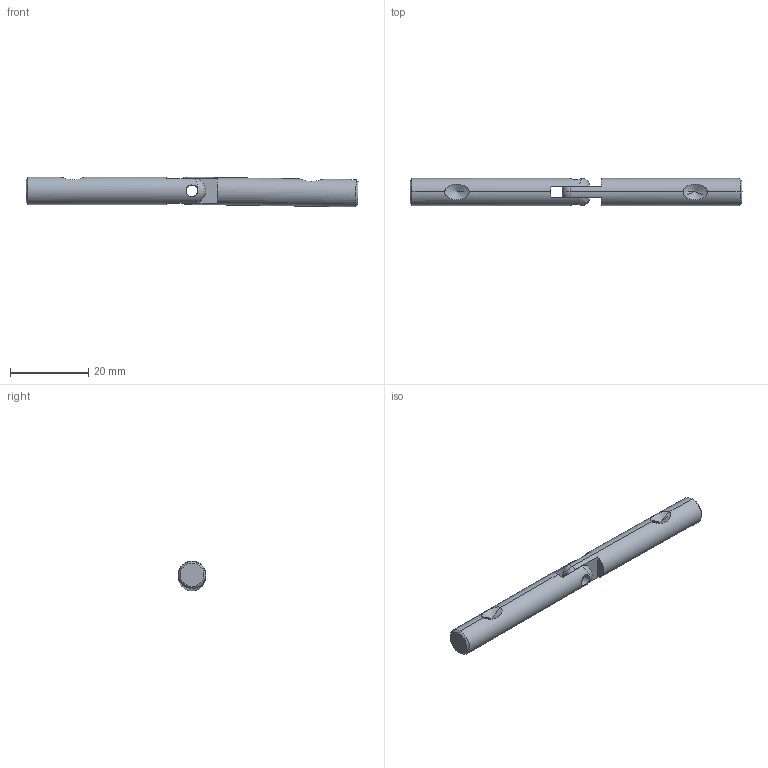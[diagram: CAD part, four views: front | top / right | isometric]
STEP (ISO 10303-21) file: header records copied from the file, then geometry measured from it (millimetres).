
FILE_DESCRIPTION (( 'STEP AP203' ), '1' );
FILE_NAME ('5.JNT.028.STEP', '2015-10-07T09:07:34', ( '' ), ( '' ), 'SwSTEP 2.0', 'SolidWorks 2012', '' );
FILE_SCHEMA (( 'CONFIG_CONTROL_DESIGN' ));
Length unit declared in the file: millimetre
Products named in the file (3): 5.JNT.028; 084.307.010b-1; 084.307.010a-1
Assembly tree (2 placements, depth 2):
  5.JNT.028
    084.307.010a-1
    084.307.010b-1
Bounding box: 85.04 x 7 x 7.63 mm (x, y, z)
Volume: 3045.8 mm3; surface area: 2181.3 mm2
Topology: 2 solids, 2 shells, 34 faces, 88 edges, 52 vertices
Faces by surface type: cylinder 10, plane 10, cone 8, torus 4, bspline 2
Entity records: 1785 total; most frequent: CARTESIAN_POINT 687, DIRECTION 172, ORIENTED_EDGE 168, EDGE_CURVE 84, AXIS2_PLACEMENT_3D 69, VERTEX_POINT 52, EDGE_LOOP 38, ADVANCED_FACE 34
